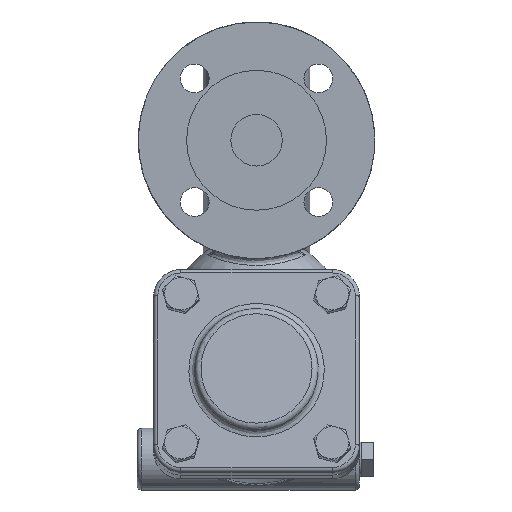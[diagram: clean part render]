
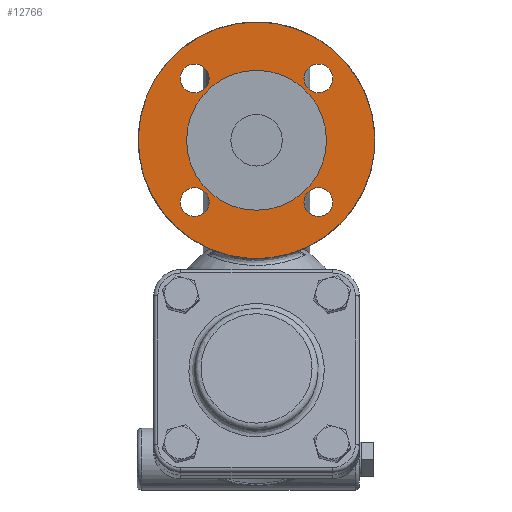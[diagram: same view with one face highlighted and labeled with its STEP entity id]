
A CAD part, left-side view. The second image highlights one B-rep face of the part: STEP entity #12766.
In plain terms, the highlighted planar face has unit normal (-1, 0, 0).
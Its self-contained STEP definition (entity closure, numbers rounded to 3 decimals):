
#11894=CARTESIAN_POINT('',(-56.0,0.,57.5));
#11895=VERTEX_POINT('',#11894);
#11896=CARTESIAN_POINT('',(-56.0,0.0,0.0));
#11897=DIRECTION('',(1.0,0.0,0.0));
#11898=DIRECTION('',(0.0,-1.0,0.0));
#11899=AXIS2_PLACEMENT_3D('',#11896,#11897,#11898);
#11900=CIRCLE('',#11899,57.5);
#11901=EDGE_CURVE('',#11895,#11895,#11900,.T.);
#12315=CARTESIAN_POINT('',(-56.0,37.052,30.052));
#12316=VERTEX_POINT('',#12315);
#12317=CARTESIAN_POINT('',(-56.,30.052,30.052));
#12318=DIRECTION('',(1.0,0.0,0.0));
#12319=DIRECTION('',(0.0,1.0,0.0));
#12320=AXIS2_PLACEMENT_3D('',#12317,#12318,#12319);
#12321=CIRCLE('',#12320,7.);
#12322=EDGE_CURVE('',#12316,#12316,#12321,.T.);
#12356=CARTESIAN_POINT('',(-56.0,30.052,-37.052));
#12357=VERTEX_POINT('',#12356);
#12358=CARTESIAN_POINT('',(-56.,30.052,-30.052));
#12359=DIRECTION('',(1.0,0.0,0.0));
#12360=DIRECTION('',(0.0,0.0,-1.0));
#12361=AXIS2_PLACEMENT_3D('',#12358,#12359,#12360);
#12362=CIRCLE('',#12361,7.);
#12363=EDGE_CURVE('',#12357,#12357,#12362,.T.);
#12397=CARTESIAN_POINT('',(-56.0,-37.052,-30.052));
#12398=VERTEX_POINT('',#12397);
#12399=CARTESIAN_POINT('',(-56.,-30.052,-30.052));
#12400=DIRECTION('',(1.0,0.0,0.0));
#12401=DIRECTION('',(0.0,-1.0,0.0));
#12402=AXIS2_PLACEMENT_3D('',#12399,#12400,#12401);
#12403=CIRCLE('',#12402,7.);
#12404=EDGE_CURVE('',#12398,#12398,#12403,.T.);
#12438=CARTESIAN_POINT('',(-56.0,-30.052,37.052));
#12439=VERTEX_POINT('',#12438);
#12440=CARTESIAN_POINT('',(-56.,-30.052,30.052));
#12441=DIRECTION('',(1.0,0.0,0.0));
#12442=DIRECTION('',(0.0,0.0,1.0));
#12443=AXIS2_PLACEMENT_3D('',#12440,#12441,#12442);
#12444=CIRCLE('',#12443,7.);
#12445=EDGE_CURVE('',#12439,#12439,#12444,.T.);
#12720=CARTESIAN_POINT('',(-56.0,0.,34.0));
#12721=VERTEX_POINT('',#12720);
#12722=CARTESIAN_POINT('',(-56.0,0.0,0.0));
#12723=DIRECTION('',(-1.0,0.0,0.0));
#12724=DIRECTION('',(0.0,0.0,-1.0));
#12725=AXIS2_PLACEMENT_3D('',#12722,#12723,#12724);
#12726=CIRCLE('',#12725,34.0);
#12727=EDGE_CURVE('',#12721,#12721,#12726,.T.);
#12743=CARTESIAN_POINT('',(-56.0,0.0,0.0));
#12744=DIRECTION('',(1.0,0.0,0.0));
#12745=DIRECTION('',(0.0,0.0,-1.0));
#12746=AXIS2_PLACEMENT_3D('',#12743,#12744,#12745);
#12747=PLANE('',#12746);
#12748=ORIENTED_EDGE('',*,*,#11901,.F.);
#12749=EDGE_LOOP('',(#12748));
#12750=FACE_OUTER_BOUND('',#12749,.T.);
#12751=ORIENTED_EDGE('',*,*,#12322,.T.);
#12752=EDGE_LOOP('',(#12751));
#12753=FACE_BOUND('',#12752,.T.);
#12754=ORIENTED_EDGE('',*,*,#12363,.T.);
#12755=EDGE_LOOP('',(#12754));
#12756=FACE_BOUND('',#12755,.T.);
#12757=ORIENTED_EDGE('',*,*,#12404,.T.);
#12758=EDGE_LOOP('',(#12757));
#12759=FACE_BOUND('',#12758,.T.);
#12760=ORIENTED_EDGE('',*,*,#12445,.T.);
#12761=EDGE_LOOP('',(#12760));
#12762=FACE_BOUND('',#12761,.T.);
#12763=ORIENTED_EDGE('',*,*,#12727,.F.);
#12764=EDGE_LOOP('',(#12763));
#12765=FACE_BOUND('',#12764,.T.);
#12766=ADVANCED_FACE('',(#12750,#12753,#12756,#12759,#12762,#12765),#12747,.F.);
